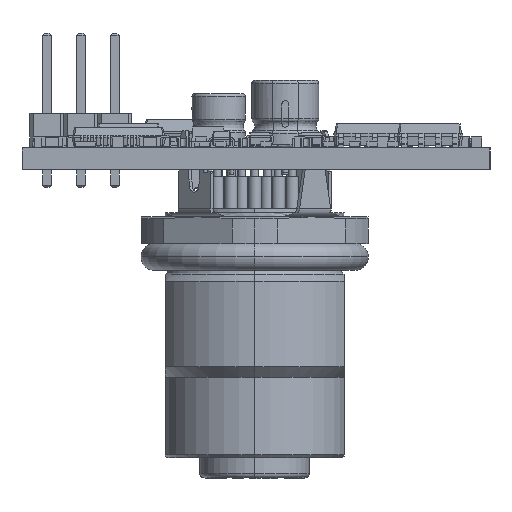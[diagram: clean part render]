
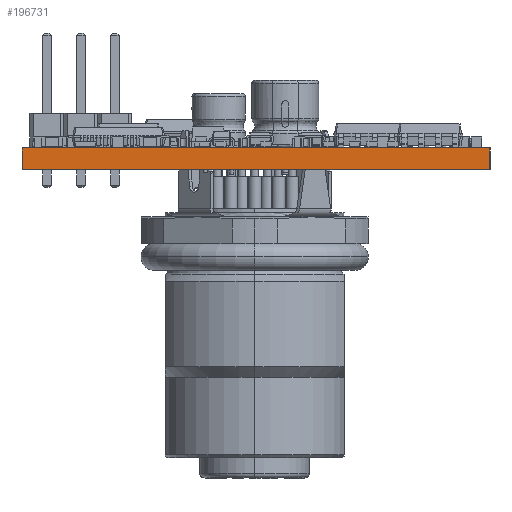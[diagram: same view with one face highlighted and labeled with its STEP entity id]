
A CAD part, left-side view. The second image highlights one B-rep face of the part: STEP entity #196731.
In plain terms, the highlighted planar face has unit normal (-1, 0, 0).
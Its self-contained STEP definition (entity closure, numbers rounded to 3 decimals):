
#196615 = EDGE_CURVE('',#196616,#196618,#196620,.T.);
#196616 = VERTEX_POINT('',#196617);
#196617 = CARTESIAN_POINT('',(138.,-68.,0.));
#196618 = VERTEX_POINT('',#196619);
#196619 = CARTESIAN_POINT('',(138.,-68.,1.6));
#196620 = SURFACE_CURVE('',#196621,(#196625,#196637),.PCURVE_S1.);
#196621 = LINE('',#196622,#196623);
#196622 = CARTESIAN_POINT('',(138.,-68.,0.));
#196623 = VECTOR('',#196624,1.);
#196624 = DIRECTION('',(0.,0.,1.));
#196625 = PCURVE('',#196626,#196631);
#196626 = PLANE('',#196627);
#196627 = AXIS2_PLACEMENT_3D('',#196628,#196629,#196630);
#196628 = CARTESIAN_POINT('',(138.,-68.,0.));
#196629 = DIRECTION('',(0.,1.,0.));
#196630 = DIRECTION('',(1.,0.,0.));
#196631 = DEFINITIONAL_REPRESENTATION('',(#196632),#196636);
#196632 = LINE('',#196633,#196634);
#196633 = CARTESIAN_POINT('',(0.,0.));
#196634 = VECTOR('',#196635,1.);
#196635 = DIRECTION('',(0.,-1.));
#196636 = ( GEOMETRIC_REPRESENTATION_CONTEXT(2) 
PARAMETRIC_REPRESENTATION_CONTEXT() REPRESENTATION_CONTEXT('2D SPACE',''
  ) );
#196637 = PCURVE('',#196638,#196643);
#196638 = PLANE('',#196639);
#196639 = AXIS2_PLACEMENT_3D('',#196640,#196641,#196642);
#196640 = CARTESIAN_POINT('',(138.,-103.,0.));
#196641 = DIRECTION('',(-1.,0.,0.));
#196642 = DIRECTION('',(0.,1.,0.));
#196643 = DEFINITIONAL_REPRESENTATION('',(#196644),#196648);
#196644 = LINE('',#196645,#196646);
#196645 = CARTESIAN_POINT('',(35.,0.));
#196646 = VECTOR('',#196647,1.);
#196647 = DIRECTION('',(0.,-1.));
#196648 = ( GEOMETRIC_REPRESENTATION_CONTEXT(2) 
PARAMETRIC_REPRESENTATION_CONTEXT() REPRESENTATION_CONTEXT('2D SPACE',''
  ) );
#196666 = PLANE('',#196667);
#196667 = AXIS2_PLACEMENT_3D('',#196668,#196669,#196670);
#196668 = CARTESIAN_POINT('',(160.5,-85.5,1.6));
#196669 = DIRECTION('',(-0.,-0.,-1.));
#196670 = DIRECTION('',(-1.,0.,0.));
#196720 = PLANE('',#196721);
#196721 = AXIS2_PLACEMENT_3D('',#196722,#196723,#196724);
#196722 = CARTESIAN_POINT('',(160.5,-85.5,0.));
#196723 = DIRECTION('',(-0.,-0.,-1.));
#196724 = DIRECTION('',(-1.,0.,0.));
#196731 = ADVANCED_FACE('',(#196732),#196638,.T.);
#196732 = FACE_BOUND('',#196733,.T.);
#196733 = EDGE_LOOP('',(#196734,#196764,#196785,#196786));
#196734 = ORIENTED_EDGE('',*,*,#196735,.T.);
#196735 = EDGE_CURVE('',#196736,#196738,#196740,.T.);
#196736 = VERTEX_POINT('',#196737);
#196737 = CARTESIAN_POINT('',(138.,-103.,0.));
#196738 = VERTEX_POINT('',#196739);
#196739 = CARTESIAN_POINT('',(138.,-103.,1.6));
#196740 = SURFACE_CURVE('',#196741,(#196745,#196752),.PCURVE_S1.);
#196741 = LINE('',#196742,#196743);
#196742 = CARTESIAN_POINT('',(138.,-103.,0.));
#196743 = VECTOR('',#196744,1.);
#196744 = DIRECTION('',(0.,0.,1.));
#196745 = PCURVE('',#196638,#196746);
#196746 = DEFINITIONAL_REPRESENTATION('',(#196747),#196751);
#196747 = LINE('',#196748,#196749);
#196748 = CARTESIAN_POINT('',(0.,0.));
#196749 = VECTOR('',#196750,1.);
#196750 = DIRECTION('',(0.,-1.));
#196751 = ( GEOMETRIC_REPRESENTATION_CONTEXT(2) 
PARAMETRIC_REPRESENTATION_CONTEXT() REPRESENTATION_CONTEXT('2D SPACE',''
  ) );
#196752 = PCURVE('',#196753,#196758);
#196753 = PLANE('',#196754);
#196754 = AXIS2_PLACEMENT_3D('',#196755,#196756,#196757);
#196755 = CARTESIAN_POINT('',(183.,-103.,0.));
#196756 = DIRECTION('',(0.,-1.,0.));
#196757 = DIRECTION('',(-1.,0.,0.));
#196758 = DEFINITIONAL_REPRESENTATION('',(#196759),#196763);
#196759 = LINE('',#196760,#196761);
#196760 = CARTESIAN_POINT('',(45.,0.));
#196761 = VECTOR('',#196762,1.);
#196762 = DIRECTION('',(0.,-1.));
#196763 = ( GEOMETRIC_REPRESENTATION_CONTEXT(2) 
PARAMETRIC_REPRESENTATION_CONTEXT() REPRESENTATION_CONTEXT('2D SPACE',''
  ) );
#196764 = ORIENTED_EDGE('',*,*,#196765,.T.);
#196765 = EDGE_CURVE('',#196738,#196618,#196766,.T.);
#196766 = SURFACE_CURVE('',#196767,(#196771,#196778),.PCURVE_S1.);
#196767 = LINE('',#196768,#196769);
#196768 = CARTESIAN_POINT('',(138.,-103.,1.6));
#196769 = VECTOR('',#196770,1.);
#196770 = DIRECTION('',(0.,1.,0.));
#196771 = PCURVE('',#196638,#196772);
#196772 = DEFINITIONAL_REPRESENTATION('',(#196773),#196777);
#196773 = LINE('',#196774,#196775);
#196774 = CARTESIAN_POINT('',(0.,-1.6));
#196775 = VECTOR('',#196776,1.);
#196776 = DIRECTION('',(1.,0.));
#196777 = ( GEOMETRIC_REPRESENTATION_CONTEXT(2) 
PARAMETRIC_REPRESENTATION_CONTEXT() REPRESENTATION_CONTEXT('2D SPACE',''
  ) );
#196778 = PCURVE('',#196666,#196779);
#196779 = DEFINITIONAL_REPRESENTATION('',(#196780),#196784);
#196780 = LINE('',#196781,#196782);
#196781 = CARTESIAN_POINT('',(22.5,-17.5));
#196782 = VECTOR('',#196783,1.);
#196783 = DIRECTION('',(0.,1.));
#196784 = ( GEOMETRIC_REPRESENTATION_CONTEXT(2) 
PARAMETRIC_REPRESENTATION_CONTEXT() REPRESENTATION_CONTEXT('2D SPACE',''
  ) );
#196785 = ORIENTED_EDGE('',*,*,#196615,.F.);
#196786 = ORIENTED_EDGE('',*,*,#196787,.F.);
#196787 = EDGE_CURVE('',#196736,#196616,#196788,.T.);
#196788 = SURFACE_CURVE('',#196789,(#196793,#196800),.PCURVE_S1.);
#196789 = LINE('',#196790,#196791);
#196790 = CARTESIAN_POINT('',(138.,-103.,0.));
#196791 = VECTOR('',#196792,1.);
#196792 = DIRECTION('',(0.,1.,0.));
#196793 = PCURVE('',#196638,#196794);
#196794 = DEFINITIONAL_REPRESENTATION('',(#196795),#196799);
#196795 = LINE('',#196796,#196797);
#196796 = CARTESIAN_POINT('',(0.,0.));
#196797 = VECTOR('',#196798,1.);
#196798 = DIRECTION('',(1.,0.));
#196799 = ( GEOMETRIC_REPRESENTATION_CONTEXT(2) 
PARAMETRIC_REPRESENTATION_CONTEXT() REPRESENTATION_CONTEXT('2D SPACE',''
  ) );
#196800 = PCURVE('',#196720,#196801);
#196801 = DEFINITIONAL_REPRESENTATION('',(#196802),#196806);
#196802 = LINE('',#196803,#196804);
#196803 = CARTESIAN_POINT('',(22.5,-17.5));
#196804 = VECTOR('',#196805,1.);
#196805 = DIRECTION('',(0.,1.));
#196806 = ( GEOMETRIC_REPRESENTATION_CONTEXT(2) 
PARAMETRIC_REPRESENTATION_CONTEXT() REPRESENTATION_CONTEXT('2D SPACE',''
  ) );
